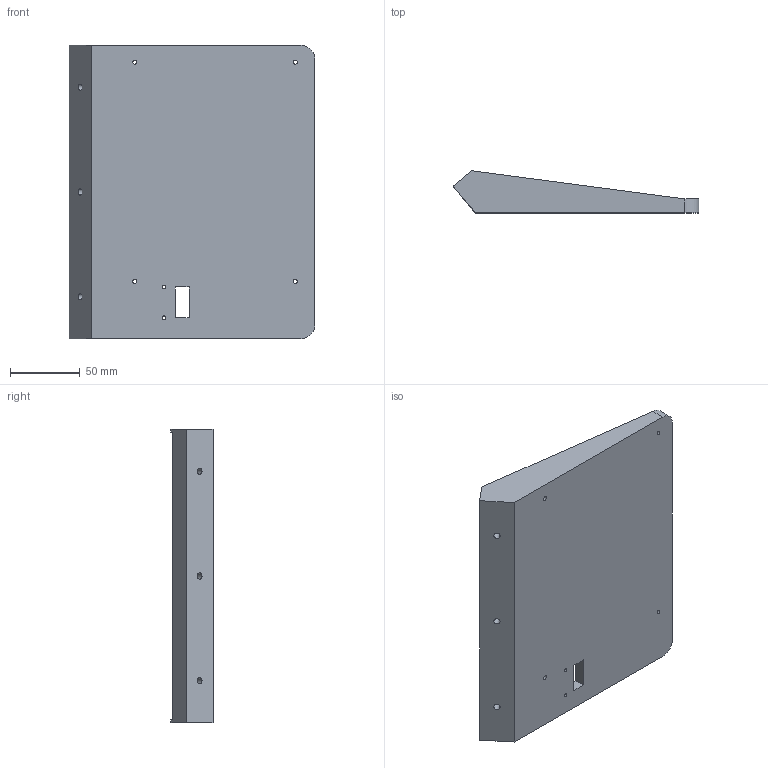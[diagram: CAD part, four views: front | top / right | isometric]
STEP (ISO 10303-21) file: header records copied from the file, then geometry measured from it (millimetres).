
FILE_DESCRIPTION(/* description */ (''),/* implementation_level */ '2;1');
FILE_NAME(/* name */ 'Display_base v2.step',/* time_stamp */ '2020-04-26T10:06:16+02:00',/* author */ (''),/* organization */ (''),/* preprocessor_version */ 'ST-DEVELOPER v18',/* originating_system */ 'Autodesk Translation Framework v8.12.0.6',/* authorisation */ '');
FILE_SCHEMA (('AUTOMOTIVE_DESIGN { 1 0 10303 214 3 1 1 }'));
Length unit declared in the file: millimetre
Products named in the file (1): Display_base
Bounding box: 176 x 30.09 x 210 mm (x, y, z)
Volume: 343149.2 mm3; surface area: 92399.1 mm2
Topology: 1 solids, 1 shells, 44 faces, 120 edges, 83 vertices
Faces by surface type: plane 27, cylinder 17
Full cylindrical faces by diameter (mm): 2.5 x2, 3 x4, 4.5 x3, 10 x4
Entity records: 1492 total; most frequent: DIRECTION 253, CARTESIAN_POINT 248, ORIENTED_EDGE 240, EDGE_CURVE 120, AXIS2_PLACEMENT_3D 88, VERTEX_POINT 83, LINE 77, VECTOR 77
